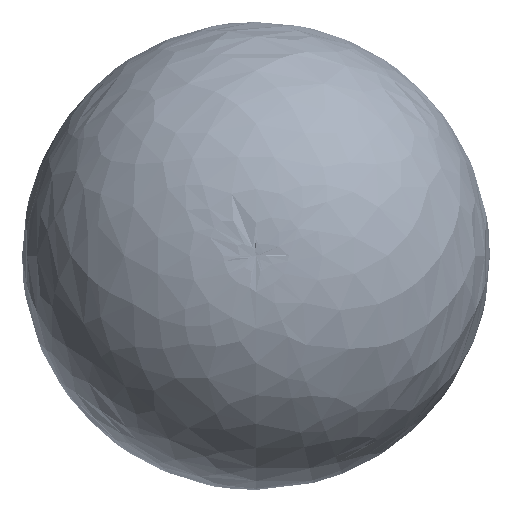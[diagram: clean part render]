
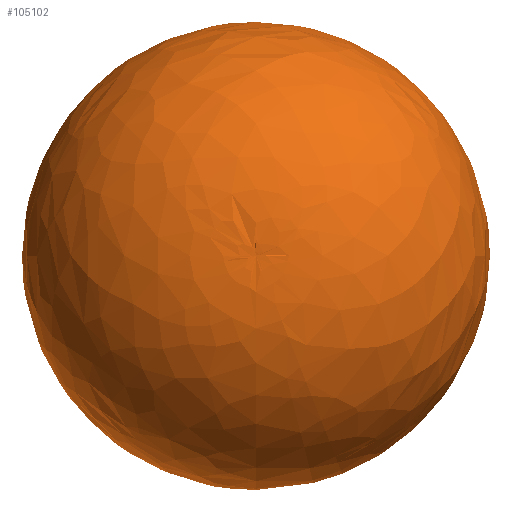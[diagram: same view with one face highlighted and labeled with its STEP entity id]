
A CAD part, top view. The second image highlights one B-rep face of the part: STEP entity #105102.
In plain terms, the highlighted free-form (B-spline) face has degree [2, 2] with [5, 9] control points.
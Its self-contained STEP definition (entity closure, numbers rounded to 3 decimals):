
#1801=(
BOUNDED_SURFACE()
B_SPLINE_SURFACE(2,2,((#260774,#260775,#260776,#260777,#260778,#260779,
#260780,#260781,#260782),(#260783,#260784,#260785,#260786,#260787,#260788,
#260789,#260790,#260791),(#260792,#260793,#260794,#260795,#260796,#260797,
#260798,#260799,#260800),(#260801,#260802,#260803,#260804,#260805,#260806,
#260807,#260808,#260809),(#260810,#260811,#260812,#260813,#260814,#260815,
#260816,#260817,#260818)),.UNSPECIFIED.,.F.,.T.,.F.)
B_SPLINE_SURFACE_WITH_KNOTS((3,2,3),(3,2,2,2,3),(-1.675,-0.379,
0.916),(-3.142,-1.571,0.,1.571,
3.142),.UNSPECIFIED.)
GEOMETRIC_REPRESENTATION_ITEM()
RATIONAL_B_SPLINE_SURFACE(((1.,0.707,1.,0.707,1.,
0.707,1.,0.707,1.),(0.797,0.564,
0.797,0.564,0.797,0.564,
0.797,0.564,0.797),(1.,0.707,
1.,0.707,1.,0.707,1.,0.707,1.),(0.797,
0.564,0.797,0.564,0.797,
0.564,0.797,0.564,0.797),
(1.,0.707,1.,0.707,1.,0.707,1.,0.707,
1.)))
REPRESENTATION_ITEM('')
SURFACE()
);
#16762=FACE_OUTER_BOUND('',#23818,.T.);
#23818=EDGE_LOOP('',(#92388,#92389,#92390));
#38848=CIRCLE('',#117241,1712.256);
#38849=CIRCLE('',#117242,2402.296);
#48141=VERTEX_POINT('',#260819);
#48142=VERTEX_POINT('',#260821);
#62892=EDGE_CURVE('',#48141,#48141,#38848,.T.);
#62893=EDGE_CURVE('',#48141,#48142,#38849,.T.);
#92388=ORIENTED_EDGE('',*,*,#62892,.F.);
#92389=ORIENTED_EDGE('',*,*,#62893,.T.);
#92390=ORIENTED_EDGE('',*,*,#62893,.F.);
#105102=ADVANCED_FACE('',(#16762),#1801,.F.);
#117241=AXIS2_PLACEMENT_3D('',#260820,#144562,#144563);
#117242=AXIS2_PLACEMENT_3D('',#260822,#144564,#144565);
#144562=DIRECTION('center_axis',(0.,-1.,0.));
#144563=DIRECTION('ref_axis',(1.,0.,0.));
#144564=DIRECTION('center_axis',(-1.,0.,0.));
#144565=DIRECTION('ref_axis',(0.,0.,
1.));
#260774=CARTESIAN_POINT('Ctrl Pts',(-250.,2389.252,
0.));
#260775=CARTESIAN_POINT('Ctrl Pts',(-250.,2389.252,
0.));
#260776=CARTESIAN_POINT('Ctrl Pts',(-250.,2389.252,
0.));
#260777=CARTESIAN_POINT('Ctrl Pts',(-250.,2389.252,
0.));
#260778=CARTESIAN_POINT('Ctrl Pts',(-250.,2389.252,
0.));
#260779=CARTESIAN_POINT('Ctrl Pts',(-250.,2389.252,
0.));
#260780=CARTESIAN_POINT('Ctrl Pts',(-250.,2389.252,
0.));
#260781=CARTESIAN_POINT('Ctrl Pts',(-250.,2389.252,
0.));
#260782=CARTESIAN_POINT('Ctrl Pts',(-250.,2389.252,
0.));
#260783=CARTESIAN_POINT('Ctrl Pts',(-250.,2578.46,
1808.264));
#260784=CARTESIAN_POINT('Ctrl Pts',(-2058.264,2578.46,
1808.264));
#260785=CARTESIAN_POINT('Ctrl Pts',(-2058.264,2578.46,
0.));
#260786=CARTESIAN_POINT('Ctrl Pts',(-2058.264,2578.46,
-1808.264));
#260787=CARTESIAN_POINT('Ctrl Pts',(-250.,2578.46,
-1808.264));
#260788=CARTESIAN_POINT('Ctrl Pts',(1558.264,2578.46,-1808.264));
#260789=CARTESIAN_POINT('Ctrl Pts',(1558.264,2578.46,0.));
#260790=CARTESIAN_POINT('Ctrl Pts',(1558.264,2578.46,1808.264));
#260791=CARTESIAN_POINT('Ctrl Pts',(-250.,2578.46,
1808.264));
#260792=CARTESIAN_POINT('Ctrl Pts',(-250.,889.572,2481.521));
#260793=CARTESIAN_POINT('Ctrl Pts',(-2731.521,889.572,
2481.521));
#260794=CARTESIAN_POINT('Ctrl Pts',(-2731.521,889.572,
0.));
#260795=CARTESIAN_POINT('Ctrl Pts',(-2731.521,889.572,
-2481.521));
#260796=CARTESIAN_POINT('Ctrl Pts',(-250.,889.572,-2481.521));
#260797=CARTESIAN_POINT('Ctrl Pts',(2231.521,889.572,-2481.521));
#260798=CARTESIAN_POINT('Ctrl Pts',(2231.521,889.572,0.));
#260799=CARTESIAN_POINT('Ctrl Pts',(2231.521,889.572,2481.521));
#260800=CARTESIAN_POINT('Ctrl Pts',(-250.,889.572,2481.521));
#260801=CARTESIAN_POINT('Ctrl Pts',(-250.,-799.316,3154.778));
#260802=CARTESIAN_POINT('Ctrl Pts',(-3404.778,-799.316,
3154.778));
#260803=CARTESIAN_POINT('Ctrl Pts',(-3404.778,-799.316,
0.));
#260804=CARTESIAN_POINT('Ctrl Pts',(-3404.778,-799.316,
-3154.778));
#260805=CARTESIAN_POINT('Ctrl Pts',(-250.,-799.316,-3154.778));
#260806=CARTESIAN_POINT('Ctrl Pts',(2904.778,-799.316,-3154.778));
#260807=CARTESIAN_POINT('Ctrl Pts',(2904.778,-799.316,0.));
#260808=CARTESIAN_POINT('Ctrl Pts',(2904.778,-799.316,3154.778));
#260809=CARTESIAN_POINT('Ctrl Pts',(-250.,-799.316,3154.778));
#260810=CARTESIAN_POINT('Ctrl Pts',(-250.,-1905.999,1712.256));
#260811=CARTESIAN_POINT('Ctrl Pts',(-1962.256,-1905.999,
1712.256));
#260812=CARTESIAN_POINT('Ctrl Pts',(-1962.256,-1905.999,
0.));
#260813=CARTESIAN_POINT('Ctrl Pts',(-1962.256,-1905.999,
-1712.256));
#260814=CARTESIAN_POINT('Ctrl Pts',(-250.,-1905.999,-1712.256));
#260815=CARTESIAN_POINT('Ctrl Pts',(1462.256,-1905.999,-1712.256));
#260816=CARTESIAN_POINT('Ctrl Pts',(1462.256,-1905.999,0.));
#260817=CARTESIAN_POINT('Ctrl Pts',(1462.256,-1905.999,1712.256));
#260818=CARTESIAN_POINT('Ctrl Pts',(-250.,-1905.999,1712.256));
#260819=CARTESIAN_POINT('',(-250.,-1905.999,1712.256));
#260820=CARTESIAN_POINT('Origin',(-250.,-1905.999,0.));
#260821=CARTESIAN_POINT('',(-250.,2389.252,0.));
#260822=CARTESIAN_POINT('Origin',(-250.,0.,250.));
